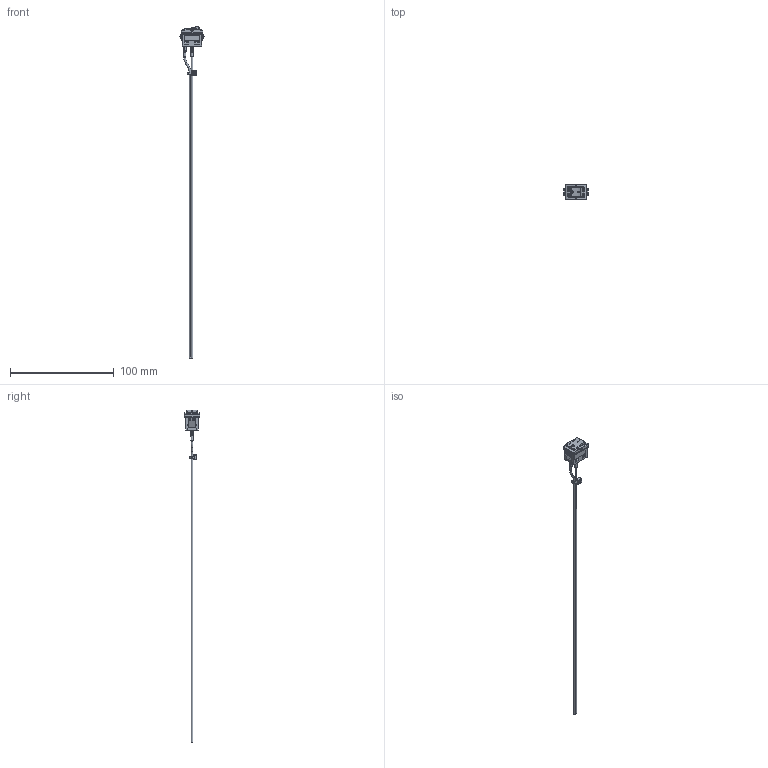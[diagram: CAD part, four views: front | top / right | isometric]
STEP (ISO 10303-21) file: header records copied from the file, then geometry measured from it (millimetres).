
FILE_DESCRIPTION(/* description */ (''),/* implementation_level */ '2;1');
FILE_NAME(/* name */ 'RCA1913W1ABLKBLKWHT3.stp',/* time_stamp */ '2025-10-21T18:04:46-05:00',/* author */ ('jmeyers'),/* organization */ (''),/* preprocessor_version */ 'ST-DEVELOPER v18.1',/* originating_system */ 'Autodesk Inventor 2022',/* authorisation */ '');
FILE_SCHEMA (('AUTOMOTIVE_DESIGN { 1 0 10303 214 3 1 1 }'));
Length unit declared in the file: inch
Products named in the file (1): Part4
Bounding box: 23.13 x 15 x 319.6 mm (x, y, z)
Volume: 4019.2 mm3; surface area: 7933.6 mm2
Topology: 2 solids, 6 shells, 839 faces, 2225 edges, 1406 vertices
Faces by surface type: plane 475, cylinder 181, bspline 129, torus 38, sphere 8, cone 8
Full cylindrical faces by diameter (mm): 1.9 x3, 2 x2, 2.1 x2, 2.2 x1, 3 x3
Entity records: 28996 total; most frequent: CARTESIAN_POINT 8393, ORIENTED_EDGE 4452, DIRECTION 4055, EDGE_CURVE 2226, LINE 1513, VECTOR 1513, VERTEX_POINT 1406, AXIS2_PLACEMENT_3D 1271
